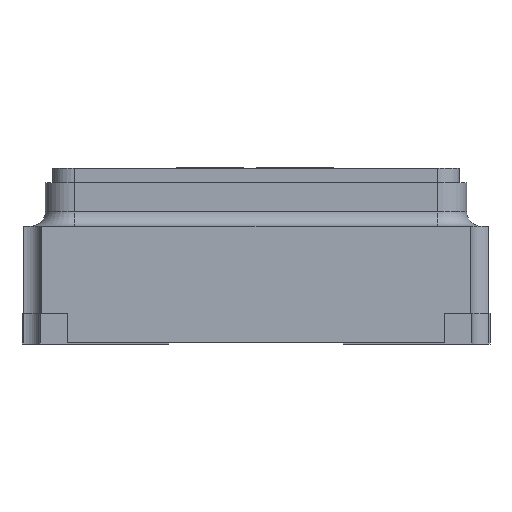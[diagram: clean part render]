
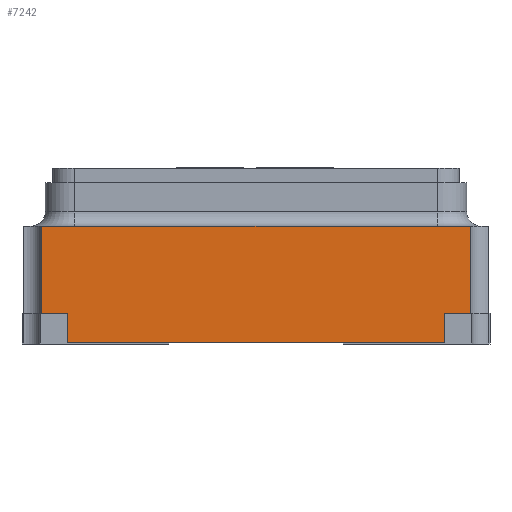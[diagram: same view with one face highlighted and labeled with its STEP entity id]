
A CAD part, front view. The second image highlights one B-rep face of the part: STEP entity #7242.
In plain terms, the highlighted planar face has unit normal (0, -1, 0).
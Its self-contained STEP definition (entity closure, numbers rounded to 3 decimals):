
#179 = ORIENTED_EDGE ( 'NONE', *, *, #7763, .T. ) ;
#184 = LINE ( 'NONE', #8677, #6706 ) ;
#597 = VECTOR ( 'NONE', #15498, 1000. ) ;
#635 = ORIENTED_EDGE ( 'NONE', *, *, #11387, .T. ) ;
#1292 = VECTOR ( 'NONE', #12768, 1000. ) ;
#1642 = CARTESIAN_POINT ( 'NONE',  ( 1.3, -1.25, 0. ) ) ;
#1691 = DIRECTION ( 'NONE',  ( 0., 1., 0. ) ) ;
#1928 = CARTESIAN_POINT ( 'NONE',  ( -1.475, -1.25, 0.8 ) ) ;
#2645 = DIRECTION ( 'NONE',  ( 1., 0., 0. ) ) ;
#2754 = ORIENTED_EDGE ( 'NONE', *, *, #7862, .T. ) ;
#3149 = LINE ( 'NONE', #6279, #11100 ) ;
#3609 = CARTESIAN_POINT ( 'NONE',  ( -1.475, -1.25, 0. ) ) ;
#4048 = VERTEX_POINT ( 'NONE', #12610 ) ;
#4210 = DIRECTION ( 'NONE',  ( 0., 0., 1. ) ) ;
#4298 = LINE ( 'NONE', #11691, #19302 ) ;
#5105 = LINE ( 'NONE', #3609, #1292 ) ;
#5892 = LINE ( 'NONE', #16015, #7635 ) ;
#6031 = ORIENTED_EDGE ( 'NONE', *, *, #15791, .T. ) ;
#6279 = CARTESIAN_POINT ( 'NONE',  ( -1.6, -1.25, 0.2 ) ) ;
#6375 = FACE_OUTER_BOUND ( 'NONE', #16911, .T. ) ;
#6706 = VECTOR ( 'NONE', #8776, 1000. ) ;
#7022 = VERTEX_POINT ( 'NONE', #1642 ) ;
#7128 = LINE ( 'NONE', #19185, #8291 ) ;
#7183 = VERTEX_POINT ( 'NONE', #10257 ) ;
#7242 = ADVANCED_FACE ( 'NONE', ( #6375 ), #9473, .F. ) ;
#7368 = ORIENTED_EDGE ( 'NONE', *, *, #10101, .T. ) ;
#7635 = VECTOR ( 'NONE', #16215, 1000. ) ;
#7763 = EDGE_CURVE ( 'NONE', #10230, #8121, #9329, .T. ) ;
#7862 = EDGE_CURVE ( 'NONE', #4048, #16521, #11277, .T. ) ;
#7923 = CARTESIAN_POINT ( 'NONE',  ( -1.6, -1.25, 0.8 ) ) ;
#8121 = VERTEX_POINT ( 'NONE', #14657 ) ;
#8246 = CARTESIAN_POINT ( 'NONE',  ( -1.3, -1.25, 0.8 ) ) ;
#8291 = VECTOR ( 'NONE', #4210, 1000. ) ;
#8677 = CARTESIAN_POINT ( 'NONE',  ( 1.475, -1.25, 0. ) ) ;
#8776 = DIRECTION ( 'NONE',  ( 0., 0., 1. ) ) ;
#9151 = VERTEX_POINT ( 'NONE', #11352 ) ;
#9329 = LINE ( 'NONE', #16585, #9972 ) ;
#9473 = PLANE ( 'NONE',  #13059 ) ;
#9972 = VECTOR ( 'NONE', #10599, 1000. ) ;
#10101 = EDGE_CURVE ( 'NONE', #7022, #10230, #7128, .T. ) ;
#10230 = VERTEX_POINT ( 'NONE', #15147 ) ;
#10257 = CARTESIAN_POINT ( 'NONE',  ( -1.475, -1.25, 0.2 ) ) ;
#10360 = EDGE_CURVE ( 'NONE', #4048, #7183, #3149, .T. ) ;
#10599 = DIRECTION ( 'NONE',  ( 1., 0., 0. ) ) ;
#11063 = ORIENTED_EDGE ( 'NONE', *, *, #10360, .F. ) ;
#11100 = VECTOR ( 'NONE', #12205, 1000. ) ;
#11246 = CARTESIAN_POINT ( 'NONE',  ( -1.3, -1.25, 0. ) ) ;
#11277 = LINE ( 'NONE', #8246, #597 ) ;
#11352 = CARTESIAN_POINT ( 'NONE',  ( 1.475, -1.25, 0.8 ) ) ;
#11387 = EDGE_CURVE ( 'NONE', #16521, #7022, #4298, .T. ) ;
#11691 = CARTESIAN_POINT ( 'NONE',  ( -1.6, -1.25, 0. ) ) ;
#12205 = DIRECTION ( 'NONE',  ( -1., 0., 0. ) ) ;
#12610 = CARTESIAN_POINT ( 'NONE',  ( -1.3, -1.25, 0.2 ) ) ;
#12768 = DIRECTION ( 'NONE',  ( 0., 0., -1. ) ) ;
#13059 = AXIS2_PLACEMENT_3D ( 'NONE', #7923, #1691, #13570 ) ;
#13279 = EDGE_CURVE ( 'NONE', #15146, #7183, #5105, .T. ) ;
#13570 = DIRECTION ( 'NONE',  ( 0., 0., 1. ) ) ;
#14657 = CARTESIAN_POINT ( 'NONE',  ( 1.475, -1.25, 0.2 ) ) ;
#15146 = VERTEX_POINT ( 'NONE', #1928 ) ;
#15147 = CARTESIAN_POINT ( 'NONE',  ( 1.3, -1.25, 0.2 ) ) ;
#15498 = DIRECTION ( 'NONE',  ( 0., 0., -1. ) ) ;
#15791 = EDGE_CURVE ( 'NONE', #8121, #9151, #184, .T. ) ;
#16015 = CARTESIAN_POINT ( 'NONE',  ( -1.6, -1.25, 0.8 ) ) ;
#16215 = DIRECTION ( 'NONE',  ( 1., 0., 0. ) ) ;
#16521 = VERTEX_POINT ( 'NONE', #11246 ) ;
#16585 = CARTESIAN_POINT ( 'NONE',  ( -1.6, -1.25, 0.2 ) ) ;
#16734 = ORIENTED_EDGE ( 'NONE', *, *, #17639, .F. ) ;
#16911 = EDGE_LOOP ( 'NONE', ( #11063, #2754, #635, #7368, #179, #6031, #16734, #17919 ) ) ;
#17639 = EDGE_CURVE ( 'NONE', #15146, #9151, #5892, .T. ) ;
#17919 = ORIENTED_EDGE ( 'NONE', *, *, #13279, .T. ) ;
#19185 = CARTESIAN_POINT ( 'NONE',  ( 1.3, -1.25, 0.8 ) ) ;
#19302 = VECTOR ( 'NONE', #2645, 1000. ) ;
